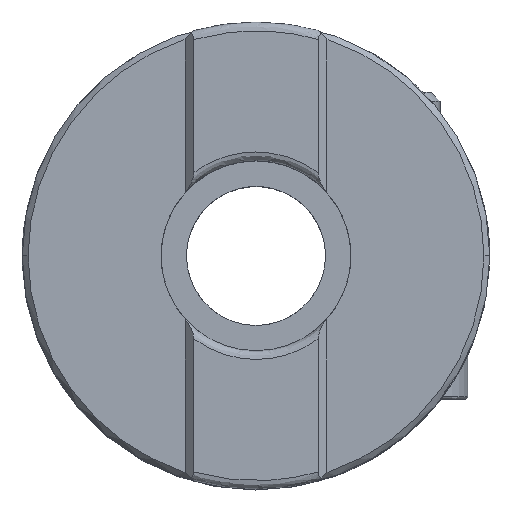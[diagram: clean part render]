
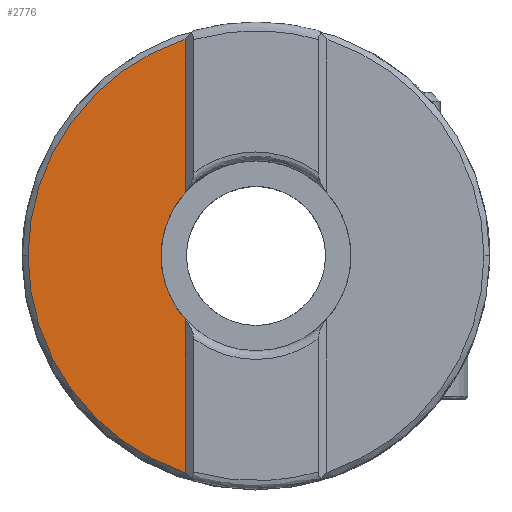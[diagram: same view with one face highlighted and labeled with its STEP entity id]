
A CAD part, top view. The second image highlights one B-rep face of the part: STEP entity #2776.
In plain terms, the highlighted planar face has unit normal (0, 0, 1).
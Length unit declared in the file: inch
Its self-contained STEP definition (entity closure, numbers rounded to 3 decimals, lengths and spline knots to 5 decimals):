
#54 = EDGE_CURVE ( 'NONE', #2388, #1286, #2319, .T. ) ;
#119 = EDGE_LOOP ( 'NONE', ( #2803, #1843, #1928, #2383, #700, #1702 ) ) ;
#249 = EDGE_CURVE ( 'NONE', #1286, #1739, #527, .T. ) ;
#303 = VECTOR ( 'NONE', #1302, 39.37008 ) ;
#374 = VERTEX_POINT ( 'NONE', #430 ) ;
#430 = CARTESIAN_POINT ( 'NONE',  ( -0.30709, 0., 0.30315 ) ) ;
#518 = CARTESIAN_POINT ( 'NONE',  ( -0.09567, 0., 0.30315 ) ) ;
#527 = LINE ( 'NONE', #1547, #303 ) ;
#560 = AXIS2_PLACEMENT_3D ( 'NONE', #1948, #2977, #667 ) ;
#667 = DIRECTION ( 'NONE',  ( 1., 0., 0. ) ) ;
#700 = ORIENTED_EDGE ( 'NONE', *, *, #1219, .F. ) ;
#784 = CARTESIAN_POINT ( 'NONE',  ( -0.09567, -0.2918, 0.30315 ) ) ;
#842 = CARTESIAN_POINT ( 'NONE',  ( -0.09567, -0.08497, 0.30315 ) ) ;
#860 = DIRECTION ( 'NONE',  ( -1., 0., 0. ) ) ;
#871 = CARTESIAN_POINT ( 'NONE',  ( 0., 0., 0.30315 ) ) ;
#875 = DIRECTION ( 'NONE',  ( 0., 0., -1. ) ) ;
#903 = PLANE ( 'NONE',  #560 ) ;
#1069 = CARTESIAN_POINT ( 'NONE',  ( 0., 0., 0.30315 ) ) ;
#1101 = DIRECTION ( 'NONE',  ( 1., 0., 0. ) ) ;
#1196 = DIRECTION ( 'NONE',  ( 1., 0., 0. ) ) ;
#1218 = DIRECTION ( 'NONE',  ( 0., 1., 0. ) ) ;
#1219 = EDGE_CURVE ( 'NONE', #374, #1739, #1390, .T. ) ;
#1286 = VERTEX_POINT ( 'NONE', #2986 ) ;
#1302 = DIRECTION ( 'NONE',  ( 0., 1., 0. ) ) ;
#1390 = CIRCLE ( 'NONE', #1883, 0.30709 ) ;
#1547 = CARTESIAN_POINT ( 'NONE',  ( -0.09567, 0., 0.30315 ) ) ;
#1613 = CARTESIAN_POINT ( 'NONE',  ( 0., 0., 0.30315 ) ) ;
#1614 = EDGE_CURVE ( 'NONE', #2387, #374, #2282, .T. ) ;
#1702 = ORIENTED_EDGE ( 'NONE', *, *, #1614, .F. ) ;
#1719 = CARTESIAN_POINT ( 'NONE',  ( 0., 0., 0.30315 ) ) ;
#1732 = CARTESIAN_POINT ( 'NONE',  ( -0.09567, 0.2918, 0.30315 ) ) ;
#1739 = VERTEX_POINT ( 'NONE', #1732 ) ;
#1843 = ORIENTED_EDGE ( 'NONE', *, *, #2860, .T. ) ;
#1861 = AXIS2_PLACEMENT_3D ( 'NONE', #1719, #2291, #1196 ) ;
#1883 = AXIS2_PLACEMENT_3D ( 'NONE', #1613, #875, #860 ) ;
#1928 = ORIENTED_EDGE ( 'NONE', *, *, #54, .T. ) ;
#1948 = CARTESIAN_POINT ( 'NONE',  ( 0., 0., 0.30315 ) ) ;
#1949 = DIRECTION ( 'NONE',  ( 0., 0., -1. ) ) ;
#1958 = FACE_OUTER_BOUND ( 'NONE', #119, .T. ) ;
#2126 = CIRCLE ( 'NONE', #1861, 0.12795 ) ;
#2137 = VERTEX_POINT ( 'NONE', #842 ) ;
#2151 = AXIS2_PLACEMENT_3D ( 'NONE', #1069, #2914, #1101 ) ;
#2282 = CIRCLE ( 'NONE', #3027, 0.30709 ) ;
#2291 = DIRECTION ( 'NONE',  ( 0., 0., -1. ) ) ;
#2300 = LINE ( 'NONE', #518, #2829 ) ;
#2319 = CIRCLE ( 'NONE', #2151, 0.12795 ) ;
#2372 = EDGE_CURVE ( 'NONE', #2387, #2137, #2300, .T. ) ;
#2383 = ORIENTED_EDGE ( 'NONE', *, *, #249, .T. ) ;
#2387 = VERTEX_POINT ( 'NONE', #784 ) ;
#2388 = VERTEX_POINT ( 'NONE', #3305 ) ;
#2683 = DIRECTION ( 'NONE',  ( -1., 0., 0. ) ) ;
#2776 = ADVANCED_FACE ( 'NONE', ( #1958 ), #903, .T. ) ;
#2803 = ORIENTED_EDGE ( 'NONE', *, *, #2372, .T. ) ;
#2829 = VECTOR ( 'NONE', #1218, 39.37008 ) ;
#2860 = EDGE_CURVE ( 'NONE', #2137, #2388, #2126, .T. ) ;
#2914 = DIRECTION ( 'NONE',  ( 0., 0., -1. ) ) ;
#2977 = DIRECTION ( 'NONE',  ( 0., 0., 1. ) ) ;
#2986 = CARTESIAN_POINT ( 'NONE',  ( -0.09567, 0.08497, 0.30315 ) ) ;
#3027 = AXIS2_PLACEMENT_3D ( 'NONE', #871, #1949, #2683 ) ;
#3305 = CARTESIAN_POINT ( 'NONE',  ( -0.12795, 0., 0.30315 ) ) ;
